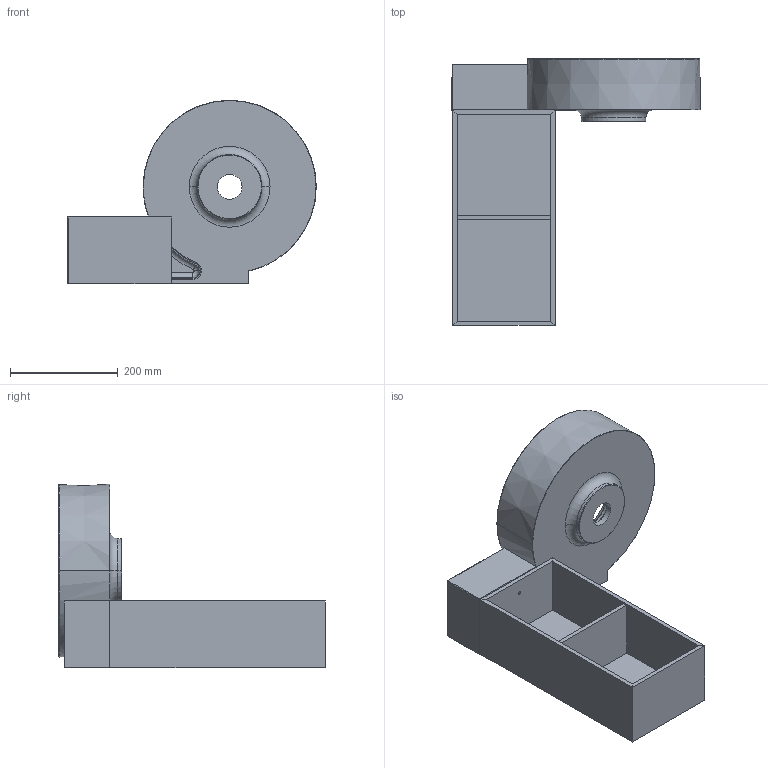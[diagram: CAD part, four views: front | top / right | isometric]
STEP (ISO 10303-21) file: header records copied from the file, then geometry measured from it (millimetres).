
FILE_DESCRIPTION (( 'STEP AP203' ), '1' );
FILE_NAME ('Scalino _Regal_Links.STEP', '2024-03-19T10:43:59', ( '' ), ( '' ), 'SwSTEP 2.0', 'SolidWorks 2022', '' );
FILE_SCHEMA (( 'CONFIG_CONTROL_DESIGN' ));
Length unit declared in the file: millimetre
Products named in the file (1): Scalino _Regal_Links
Bounding box: 461.56 x 495 x 340.82 mm (x, y, z)
Volume: 5598902.9 mm3; surface area: 965998.8 mm2
Topology: 7 solids, 7 shells, 163 faces, 372 edges, 227 vertices
Faces by surface type: plane 71, cylinder 34, torus 28, cone 17, bspline 12, sphere 1
Entity records: 4835 total; most frequent: CARTESIAN_POINT 1121, DIRECTION 781, ORIENTED_EDGE 742, EDGE_CURVE 371, AXIS2_PLACEMENT_3D 289, VERTEX_POINT 227, VECTOR 203, LINE 203
